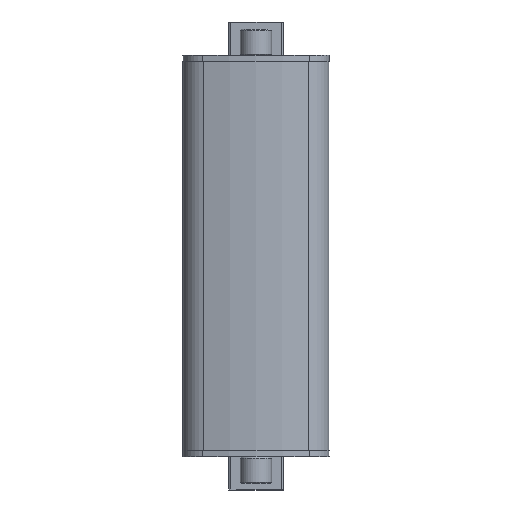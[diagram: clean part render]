
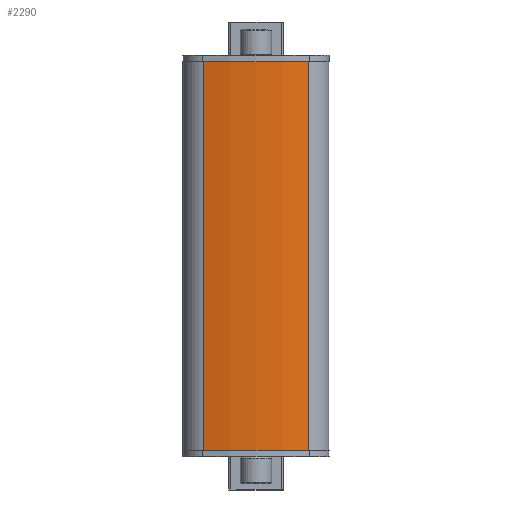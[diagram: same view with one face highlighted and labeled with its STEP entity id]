
A CAD part, front view. The second image highlights one B-rep face of the part: STEP entity #2290.
In plain terms, the highlighted cylindrical face has radius 185.83 mm (diameter 371.66 mm), a partial arc.
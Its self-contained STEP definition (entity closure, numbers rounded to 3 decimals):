
#704 = DIRECTION ( 'NONE',  ( 0., 0., -1. ) ) ;
#769 = EDGE_CURVE ( 'NONE', #5066, #8084, #4294, .T. ) ;
#796 = CARTESIAN_POINT ( 'NONE',  ( 0., 152.519, -373.75 ) ) ;
#912 = DIRECTION ( 'NONE',  ( 0., 1., 0. ) ) ;
#1030 = LINE ( 'NONE', #6396, #1835 ) ;
#1242 = ORIENTED_EDGE ( 'NONE', *, *, #769, .T. ) ;
#1572 = DIRECTION ( 'NONE',  ( 0., 0., 1. ) ) ;
#1590 = ORIENTED_EDGE ( 'NONE', *, *, #7275, .T. ) ;
#1663 = CARTESIAN_POINT ( 'NONE',  ( -49.882, -26.491, -2.5 ) ) ;
#1683 = CARTESIAN_POINT ( 'NONE',  ( -49.882, -26.491, -373.75 ) ) ;
#1835 = VECTOR ( 'NONE', #3817, 1000. ) ;
#2131 = AXIS2_PLACEMENT_3D ( 'NONE', #4230, #5855, #912 ) ;
#2290 = ADVANCED_FACE ( 'NONE', ( #6754 ), #4516, .T. ) ;
#2426 = DIRECTION ( 'NONE',  ( 0., -1., 0. ) ) ;
#2436 = DIRECTION ( 'NONE',  ( 0., 0., -1. ) ) ;
#2492 = VERTEX_POINT ( 'NONE', #8633 ) ;
#2919 = CIRCLE ( 'NONE', #2131, 185.83 ) ;
#3729 = EDGE_CURVE ( 'NONE', #2492, #8084, #1030, .T. ) ;
#3817 = DIRECTION ( 'NONE',  ( 0., 0., -1. ) ) ;
#4230 = CARTESIAN_POINT ( 'NONE',  ( 0., 152.519, -2.5 ) ) ;
#4294 = CIRCLE ( 'NONE', #4297, 185.83 ) ;
#4297 = AXIS2_PLACEMENT_3D ( 'NONE', #796, #1572, #2426 ) ;
#4516 = CYLINDRICAL_SURFACE ( 'NONE', #7657, 185.83 ) ;
#4873 = LINE ( 'NONE', #8373, #6168 ) ;
#5057 = ORIENTED_EDGE ( 'NONE', *, *, #8221, .T. ) ;
#5066 = VERTEX_POINT ( 'NONE', #1683 ) ;
#5855 = DIRECTION ( 'NONE',  ( 0., 0., -1. ) ) ;
#6168 = VECTOR ( 'NONE', #2436, 1000. ) ;
#6396 = CARTESIAN_POINT ( 'NONE',  ( 49.882, -26.491, 750. ) ) ;
#6535 = DIRECTION ( 'NONE',  ( -1., 0., 0. ) ) ;
#6754 = FACE_OUTER_BOUND ( 'NONE', #7209, .T. ) ;
#7209 = EDGE_LOOP ( 'NONE', ( #5057, #1242, #7454, #1590 ) ) ;
#7275 = EDGE_CURVE ( 'NONE', #2492, #8251, #2919, .T. ) ;
#7306 = CARTESIAN_POINT ( 'NONE',  ( 0., 152.519, 750. ) ) ;
#7454 = ORIENTED_EDGE ( 'NONE', *, *, #3729, .F. ) ;
#7657 = AXIS2_PLACEMENT_3D ( 'NONE', #7306, #704, #6535 ) ;
#7959 = CARTESIAN_POINT ( 'NONE',  ( 49.882, -26.491, -373.75 ) ) ;
#8084 = VERTEX_POINT ( 'NONE', #7959 ) ;
#8221 = EDGE_CURVE ( 'NONE', #8251, #5066, #4873, .T. ) ;
#8251 = VERTEX_POINT ( 'NONE', #1663 ) ;
#8373 = CARTESIAN_POINT ( 'NONE',  ( -49.882, -26.491, 750. ) ) ;
#8633 = CARTESIAN_POINT ( 'NONE',  ( 49.882, -26.491, -2.5 ) ) ;
